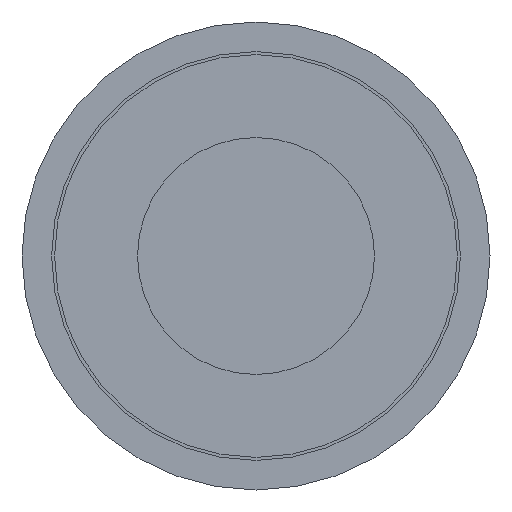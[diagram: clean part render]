
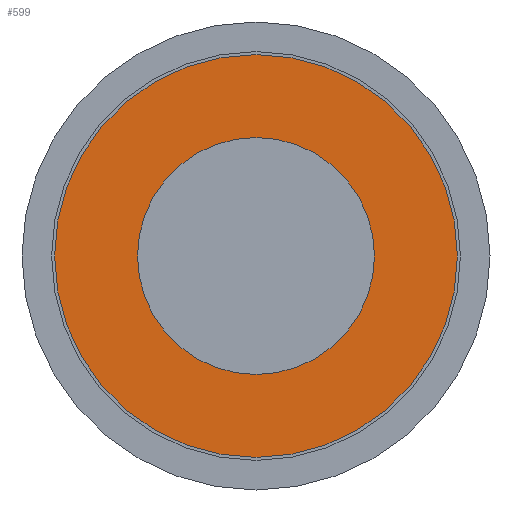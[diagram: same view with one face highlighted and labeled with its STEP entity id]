
A CAD part, front view. The second image highlights one B-rep face of the part: STEP entity #599.
In plain terms, the highlighted planar face has unit normal (0, -1, 0).
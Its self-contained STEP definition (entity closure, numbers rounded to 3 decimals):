
#87=FACE_BOUND('',#215,.T.);
#175=FACE_OUTER_BOUND('',#214,.T.);
#214=EDGE_LOOP('',(#546));
#215=EDGE_LOOP('',(#547));
#250=CIRCLE('',#693,20.);
#251=CIRCLE('',#695,34.);
#304=VERTEX_POINT('',#1275);
#305=VERTEX_POINT('',#1279);
#384=EDGE_CURVE('',#304,#304,#250,.T.);
#386=EDGE_CURVE('',#305,#305,#251,.T.);
#546=ORIENTED_EDGE('',*,*,#386,.F.);
#547=ORIENTED_EDGE('',*,*,#384,.T.);
#564=PLANE('',#694);
#599=ADVANCED_FACE('',(#175,#87),#564,.F.);
#693=AXIS2_PLACEMENT_3D('',#1276,#852,#853);
#694=AXIS2_PLACEMENT_3D('',#1278,#855,#856);
#695=AXIS2_PLACEMENT_3D('',#1280,#857,#858);
#852=DIRECTION('center_axis',(0.,1.,0.));
#853=DIRECTION('ref_axis',(0.,0.,1.));
#855=DIRECTION('center_axis',(0.,1.,0.));
#856=DIRECTION('ref_axis',(0.,0.,1.));
#857=DIRECTION('center_axis',(0.,1.,0.));
#858=DIRECTION('ref_axis',(0.,0.,1.));
#1275=CARTESIAN_POINT('',(0.,-2.,-20.));
#1276=CARTESIAN_POINT('Origin',(0.,-2.,0.));
#1278=CARTESIAN_POINT('Origin',(-20.,-2.,0.));
#1279=CARTESIAN_POINT('',(0.,-2.,-34.));
#1280=CARTESIAN_POINT('Origin',(0.,-2.,0.));
